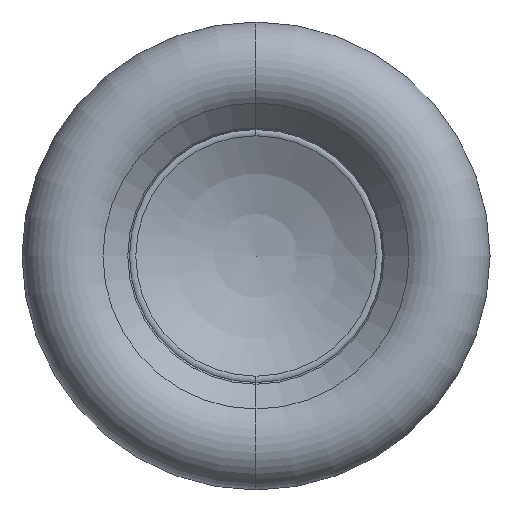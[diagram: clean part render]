
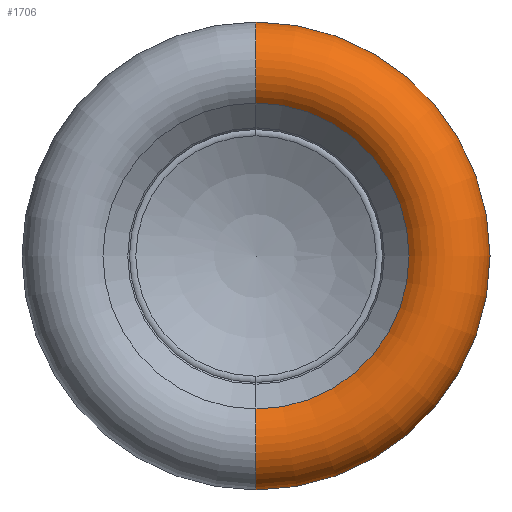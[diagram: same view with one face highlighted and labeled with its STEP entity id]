
A CAD part, left-side view. The second image highlights one B-rep face of the part: STEP entity #1706.
In plain terms, the highlighted toroidal (fillet/blend) face has major radius 3.16 mm and minor radius 0.8 mm.
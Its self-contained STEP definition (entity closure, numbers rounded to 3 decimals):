
#34 = FACE_OUTER_BOUND ( 'NONE', #1402, .T. ) ;
#39 = CIRCLE ( 'NONE', #750, 2.59 ) ;
#75 = CARTESIAN_POINT ( 'NONE',  ( 34.239, 0., -2.59 ) ) ;
#160 = VERTEX_POINT ( 'NONE', #803 ) ;
#272 = DIRECTION ( 'NONE',  ( 0., 0., 1. ) ) ;
#286 = CARTESIAN_POINT ( 'NONE',  ( 34.8, 0., -3.16 ) ) ;
#313 = DIRECTION ( 'NONE',  ( 1., 0., 0. ) ) ;
#323 = ORIENTED_EDGE ( 'NONE', *, *, #511, .F. ) ;
#335 = AXIS2_PLACEMENT_3D ( 'NONE', #523, #1256, #272 ) ;
#407 = CIRCLE ( 'NONE', #716, 0.8 ) ;
#433 = EDGE_CURVE ( 'NONE', #738, #1925, #407, .T. ) ;
#453 = CARTESIAN_POINT ( 'NONE',  ( 34.8, 0., 3.96 ) ) ;
#509 = CARTESIAN_POINT ( 'NONE',  ( 34.239, 0., 0. ) ) ;
#511 = EDGE_CURVE ( 'NONE', #1369, #1925, #2039, .T. ) ;
#523 = CARTESIAN_POINT ( 'NONE',  ( 34.8, 0., 3.16 ) ) ;
#572 = CARTESIAN_POINT ( 'NONE',  ( 34.8, 0., 0. ) ) ;
#654 = EDGE_CURVE ( 'NONE', #160, #738, #39, .T. ) ;
#666 = EDGE_CURVE ( 'NONE', #160, #1369, #1358, .T. ) ;
#689 = DIRECTION ( 'NONE',  ( 0., 0., -1. ) ) ;
#704 = DIRECTION ( 'NONE',  ( 0., 0., -1. ) ) ;
#714 = CARTESIAN_POINT ( 'NONE',  ( 34.8, 0., -3.96 ) ) ;
#716 = AXIS2_PLACEMENT_3D ( 'NONE', #286, #1701, #1183 ) ;
#738 = VERTEX_POINT ( 'NONE', #75 ) ;
#750 = AXIS2_PLACEMENT_3D ( 'NONE', #509, #1243, #704 ) ;
#803 = CARTESIAN_POINT ( 'NONE',  ( 34.239, 0., 2.59 ) ) ;
#823 = ORIENTED_EDGE ( 'NONE', *, *, #433, .T. ) ;
#1067 = TOROIDAL_SURFACE ( 'NONE', #1671, 3.16, 0.8 ) ;
#1110 = DIRECTION ( 'NONE',  ( 0., 0., -1. ) ) ;
#1120 = DIRECTION ( 'NONE',  ( 1., 0., 0. ) ) ;
#1183 = DIRECTION ( 'NONE',  ( 0., 0., -1. ) ) ;
#1190 = AXIS2_PLACEMENT_3D ( 'NONE', #1229, #313, #689 ) ;
#1229 = CARTESIAN_POINT ( 'NONE',  ( 34.8, 0., 0. ) ) ;
#1243 = DIRECTION ( 'NONE',  ( 1., 0., 0. ) ) ;
#1256 = DIRECTION ( 'NONE',  ( 0., 1., 0. ) ) ;
#1358 = CIRCLE ( 'NONE', #335, 0.8 ) ;
#1369 = VERTEX_POINT ( 'NONE', #453 ) ;
#1402 = EDGE_LOOP ( 'NONE', ( #2262, #2148, #823, #323 ) ) ;
#1671 = AXIS2_PLACEMENT_3D ( 'NONE', #572, #1120, #1110 ) ;
#1701 = DIRECTION ( 'NONE',  ( 0., -1., 0. ) ) ;
#1706 = ADVANCED_FACE ( 'NONE', ( #34 ), #1067, .T. ) ;
#1925 = VERTEX_POINT ( 'NONE', #714 ) ;
#2039 = CIRCLE ( 'NONE', #1190, 3.96 ) ;
#2148 = ORIENTED_EDGE ( 'NONE', *, *, #654, .T. ) ;
#2262 = ORIENTED_EDGE ( 'NONE', *, *, #666, .F. ) ;
